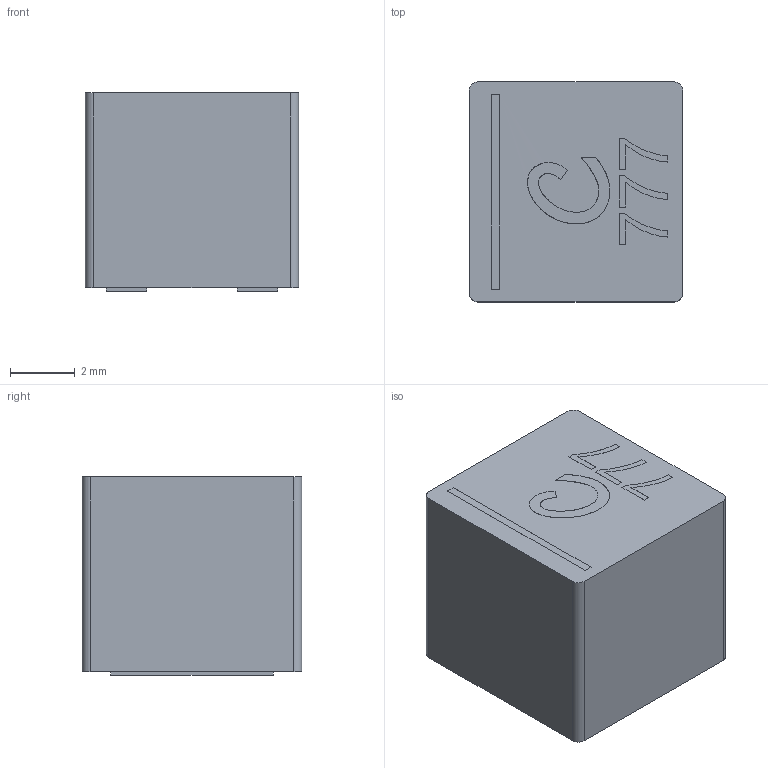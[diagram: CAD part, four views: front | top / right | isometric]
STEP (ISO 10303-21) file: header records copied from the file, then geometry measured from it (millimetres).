
FILE_DESCRIPTION(('FreeCAD Model'),'2;1');
FILE_NAME('Coilcraft-XAL6060.step','2018-04-08T15:22:39',('kicad StepUp'),( 'ksu MCAD'),'Open CASCADE STEP processor 6.8','FreeCAD','Unknown');
FILE_SCHEMA(('AUTOMOTIVE_DESIGN_CC2 { 1 2 10303 214 -1 1 5 4 }'));
Length unit declared in the file: millimetre
Products named in the file (1): Coilcraft-XAL6060
Bounding box: 6.56 x 6.76 x 6.1 mm (x, y, z)
Volume: 267 mm3; surface area: 248.4 mm2
Topology: 1 solids, 1 shells, 64 faces, 157 edges, 102 vertices
Faces by surface type: plane 42, bspline 18, cylinder 4
Entity records: 7408 total; most frequent: CARTESIAN_POINT 4058, DIRECTION 422, ORIENTED_EDGE 314, PCURVE 314, DEFINITIONAL_REPRESENTATION 314, LINE 308, VECTOR 308, EDGE_CURVE 157
